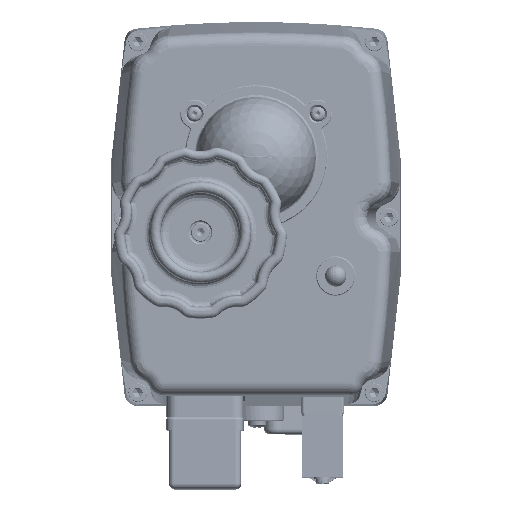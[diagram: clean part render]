
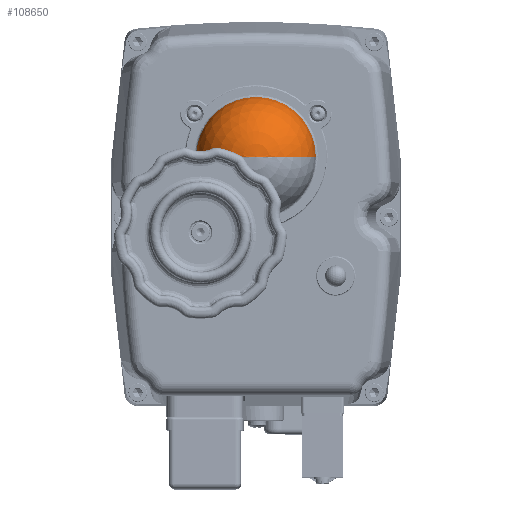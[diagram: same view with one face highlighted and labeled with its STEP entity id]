
A CAD part, top view. The second image highlights one B-rep face of the part: STEP entity #108650.
In plain terms, the highlighted spherical face has radius 22.5 mm.
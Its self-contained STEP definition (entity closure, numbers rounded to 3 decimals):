
#16290 = DIRECTION ( 'NONE',  ( 0., 0., 1. ) ) ;
#17059 = DIRECTION ( 'NONE',  ( 0., 0., -1. ) ) ;
#29729 = VERTEX_POINT ( 'NONE', #204324 ) ;
#32221 = DIRECTION ( 'NONE',  ( 1., 0., 0. ) ) ;
#52287 = FACE_OUTER_BOUND ( 'NONE', #214151, .T. ) ;
#53404 = CARTESIAN_POINT ( 'NONE',  ( 5.736, 22.387, 46.232 ) ) ;
#69311 = DIRECTION ( 'NONE',  ( 0., 1., 0. ) ) ;
#81536 = AXIS2_PLACEMENT_3D ( 'NONE', #170580, #17059, #69311 ) ;
#85873 = EDGE_CURVE ( 'NONE', #86867, #29729, #175402, .T. ) ;
#86867 = VERTEX_POINT ( 'NONE', #103249 ) ;
#102701 = CARTESIAN_POINT ( 'NONE',  ( 5.736, 22.387, 45.46 ) ) ;
#103249 = CARTESIAN_POINT ( 'NONE',  ( 5.736, 44.873, 46.232 ) ) ;
#108650 = ADVANCED_FACE ( 'NONE', ( #52287 ), #221792, .T. ) ;
#123190 = ORIENTED_EDGE ( 'NONE', *, *, #85873, .F. ) ;
#130670 = ORIENTED_EDGE ( 'NONE', *, *, #207739, .T. ) ;
#138765 = DIRECTION ( 'NONE',  ( 0., -1., 0. ) ) ;
#169725 = AXIS2_PLACEMENT_3D ( 'NONE', #102701, #32221, #16290 ) ;
#170580 = CARTESIAN_POINT ( 'NONE',  ( 5.736, 22.387, 45.46 ) ) ;
#175402 = CIRCLE ( 'NONE', #204456, 22.487 ) ;
#180613 = CIRCLE ( 'NONE', #169725, 22.5 ) ;
#204324 = CARTESIAN_POINT ( 'NONE',  ( 5.736, -0.1, 46.232 ) ) ;
#204456 = AXIS2_PLACEMENT_3D ( 'NONE', #53404, #225176, #138765 ) ;
#207739 = EDGE_CURVE ( 'NONE', #86867, #29729, #180613, .T. ) ;
#214151 = EDGE_LOOP ( 'NONE', ( #130670, #123190 ) ) ;
#221792 = SPHERICAL_SURFACE ( 'NONE', #81536, 22.5 ) ;
#225176 = DIRECTION ( 'NONE',  ( 0., 0., -1. ) ) ;
